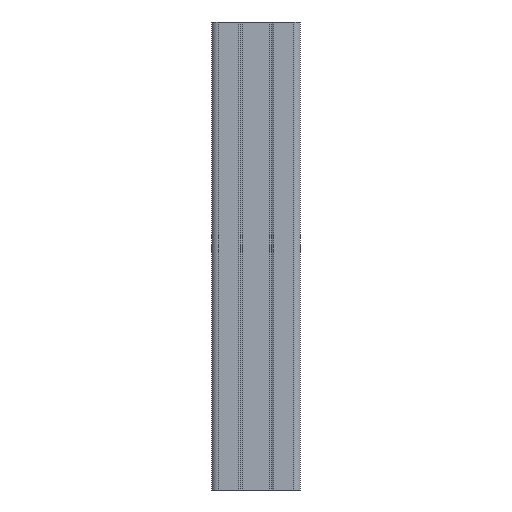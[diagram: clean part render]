
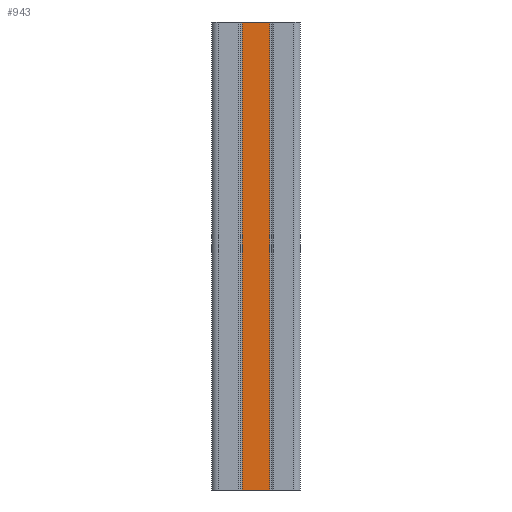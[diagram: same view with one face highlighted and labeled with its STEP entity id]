
A CAD part, front view. The second image highlights one B-rep face of the part: STEP entity #943.
In plain terms, the highlighted planar face has unit normal (0, -1, 0).
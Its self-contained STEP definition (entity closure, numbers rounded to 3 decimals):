
#127 = CARTESIAN_POINT ( 'NONE',  ( -3.143, -3.85, 52.7 ) ) ;
#170 = DIRECTION ( 'NONE',  ( 0., 1., 0. ) ) ;
#175 = ORIENTED_EDGE ( 'NONE', *, *, #1860, .F. ) ;
#353 = ORIENTED_EDGE ( 'NONE', *, *, #2196, .T. ) ;
#943 = ADVANCED_FACE ( 'NONE', ( #1888 ), #2572, .F. ) ;
#963 = EDGE_LOOP ( 'NONE', ( #353, #2452, #175, #1680 ) ) ;
#1007 = LINE ( 'NONE', #4422, #2580 ) ;
#1082 = DIRECTION ( 'NONE',  ( 1., 0., 0. ) ) ;
#1119 = EDGE_CURVE ( 'NONE', #1320, #4218, #1007, .T. ) ;
#1191 = CARTESIAN_POINT ( 'NONE',  ( 3.143, -3.85, -52.7 ) ) ;
#1253 = VERTEX_POINT ( 'NONE', #3575 ) ;
#1295 = CARTESIAN_POINT ( 'NONE',  ( -3.143, -3.85, 52.7 ) ) ;
#1320 = VERTEX_POINT ( 'NONE', #1851 ) ;
#1333 = AXIS2_PLACEMENT_3D ( 'NONE', #3280, #170, #2163 ) ;
#1560 = EDGE_CURVE ( 'NONE', #4445, #1253, #2514, .T. ) ;
#1680 = ORIENTED_EDGE ( 'NONE', *, *, #1560, .T. ) ;
#1692 = DIRECTION ( 'NONE',  ( 0., 0., -1. ) ) ;
#1817 = LINE ( 'NONE', #2505, #2664 ) ;
#1822 = DIRECTION ( 'NONE',  ( 0., 0., -1. ) ) ;
#1851 = CARTESIAN_POINT ( 'NONE',  ( 3.143, -3.85, 52.7 ) ) ;
#1860 = EDGE_CURVE ( 'NONE', #4445, #1320, #1817, .T. ) ;
#1888 = FACE_OUTER_BOUND ( 'NONE', #963, .T. ) ;
#2163 = DIRECTION ( 'NONE',  ( 0., 0., 1. ) ) ;
#2196 = EDGE_CURVE ( 'NONE', #1253, #4218, #2847, .T. ) ;
#2452 = ORIENTED_EDGE ( 'NONE', *, *, #1119, .F. ) ;
#2505 = CARTESIAN_POINT ( 'NONE',  ( 3.143, -3.85, 52.7 ) ) ;
#2514 = LINE ( 'NONE', #127, #4321 ) ;
#2529 = DIRECTION ( 'NONE',  ( 1., 0., 0. ) ) ;
#2572 = PLANE ( 'NONE',  #1333 ) ;
#2580 = VECTOR ( 'NONE', #1692, 1000. ) ;
#2664 = VECTOR ( 'NONE', #2529, 1000. ) ;
#2847 = LINE ( 'NONE', #4210, #3813 ) ;
#3280 = CARTESIAN_POINT ( 'NONE',  ( 3.143, -3.85, 52.7 ) ) ;
#3575 = CARTESIAN_POINT ( 'NONE',  ( -3.143, -3.85, -52.7 ) ) ;
#3813 = VECTOR ( 'NONE', #1082, 1000. ) ;
#4210 = CARTESIAN_POINT ( 'NONE',  ( 3.143, -3.85, -52.7 ) ) ;
#4218 = VERTEX_POINT ( 'NONE', #1191 ) ;
#4321 = VECTOR ( 'NONE', #1822, 1000. ) ;
#4422 = CARTESIAN_POINT ( 'NONE',  ( 3.143, -3.85, 52.7 ) ) ;
#4445 = VERTEX_POINT ( 'NONE', #1295 ) ;
